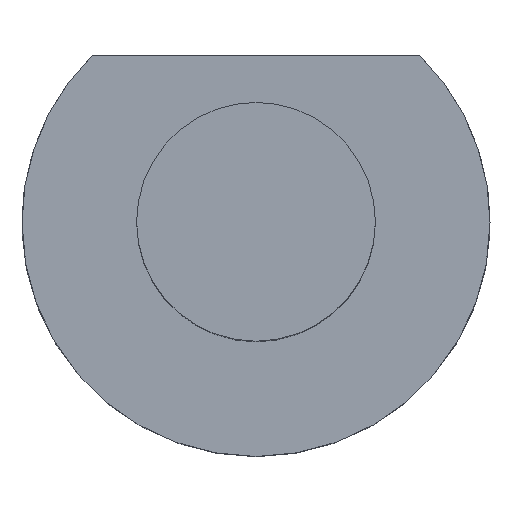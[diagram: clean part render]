
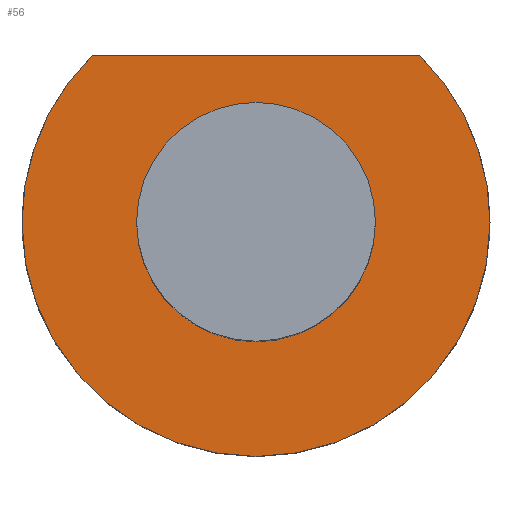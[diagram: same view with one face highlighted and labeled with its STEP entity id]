
A CAD part, top view. The second image highlights one B-rep face of the part: STEP entity #56.
In plain terms, the highlighted planar face has unit normal (0, 0, 1).
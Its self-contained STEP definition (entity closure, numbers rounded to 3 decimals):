
#42=FACE_BOUND('',#83,.T.);
#43=FACE_BOUND('',#84,.T.);
#48=PLANE('',#264);
#56=ADVANCED_FACE('',(#42,#43),#48,.F.);
#83=EDGE_LOOP('',(#130,#131,#132,#133));
#84=EDGE_LOOP('',(#134,#135));
#93=CIRCLE('',#250,25.);
#95=CIRCLE('',#254,25.);
#98=CIRCLE('',#259,49.);
#99=CIRCLE('',#260,49.);
#100=CIRCLE('',#261,49.);
#130=ORIENTED_EDGE('',*,*,#187,.F.);
#131=ORIENTED_EDGE('',*,*,#194,.F.);
#132=ORIENTED_EDGE('',*,*,#191,.F.);
#133=ORIENTED_EDGE('',*,*,#189,.F.);
#134=ORIENTED_EDGE('',*,*,#181,.T.);
#135=ORIENTED_EDGE('',*,*,#183,.T.);
#161=VERTEX_POINT('',#357);
#163=VERTEX_POINT('',#361);
#166=VERTEX_POINT('',#374);
#168=VERTEX_POINT('',#377);
#170=VERTEX_POINT('',#381);
#172=VERTEX_POINT('',#385);
#181=EDGE_CURVE('',#161,#163,#93,.T.);
#183=EDGE_CURVE('',#163,#161,#95,.T.);
#187=EDGE_CURVE('',#166,#168,#98,.T.);
#189=EDGE_CURVE('',#168,#170,#99,.T.);
#191=EDGE_CURVE('',#170,#172,#100,.T.);
#194=EDGE_CURVE('',#172,#166,#210,.T.);
#210=LINE('',#390,#220);
#220=VECTOR('',#321,1.);
#250=AXIS2_PLACEMENT_3D('',#362,#289,#290);
#254=AXIS2_PLACEMENT_3D('',#366,#297,#298);
#259=AXIS2_PLACEMENT_3D('',#376,#308,#309);
#260=AXIS2_PLACEMENT_3D('',#380,#311,#312);
#261=AXIS2_PLACEMENT_3D('',#384,#314,#315);
#264=AXIS2_PLACEMENT_3D('',#391,#322,#323);
#289=DIRECTION('',(0.,0.,-1.));
#290=DIRECTION('',(-1.,0.,0.));
#297=DIRECTION('',(0.,0.,-1.));
#298=DIRECTION('',(-1.,0.,0.));
#308=DIRECTION('',(0.,0.,-1.));
#309=DIRECTION('',(-1.,0.,0.));
#311=DIRECTION('',(0.,0.,-1.));
#312=DIRECTION('',(-1.,0.,0.));
#314=DIRECTION('',(0.,0.,-1.));
#315=DIRECTION('',(-1.,0.,0.));
#321=DIRECTION('',(1.,0.,0.));
#322=DIRECTION('',(0.,0.,-1.));
#323=DIRECTION('',(1.,0.,0.));
#357=CARTESIAN_POINT('',(25.,0.,0.));
#361=CARTESIAN_POINT('',(-25.,0.,0.));
#362=CARTESIAN_POINT('',(0.,0.,0.));
#366=CARTESIAN_POINT('',(0.,0.,0.));
#374=CARTESIAN_POINT('',(34.293,35.,0.));
#376=CARTESIAN_POINT('',(0.,0.,0.));
#377=CARTESIAN_POINT('',(49.,0.,0.));
#380=CARTESIAN_POINT('',(0.,0.,0.));
#381=CARTESIAN_POINT('',(-49.,0.,0.));
#384=CARTESIAN_POINT('',(0.,0.,0.));
#385=CARTESIAN_POINT('',(-34.293,35.,0.));
#390=CARTESIAN_POINT('',(0.,35.,0.));
#391=CARTESIAN_POINT('',(0.,25.,0.));
